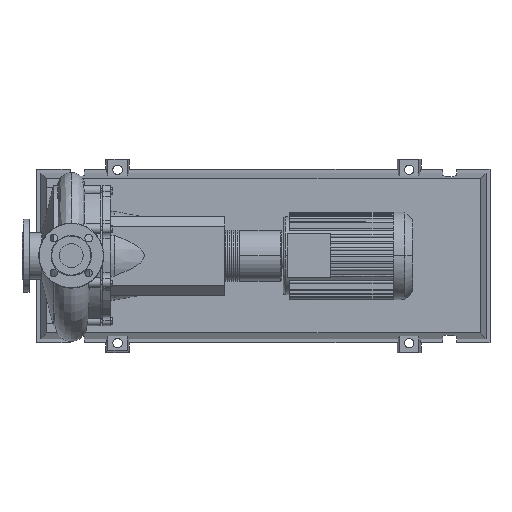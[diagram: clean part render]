
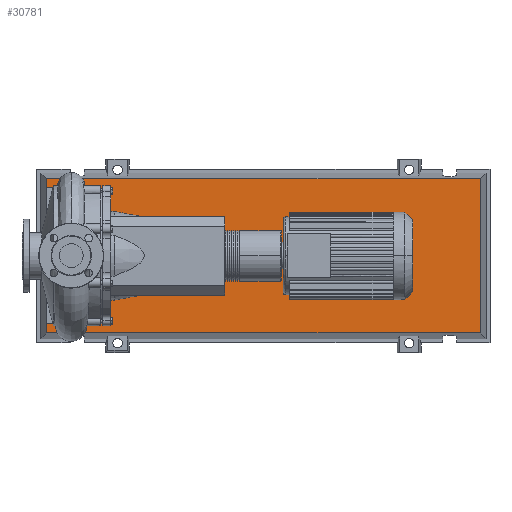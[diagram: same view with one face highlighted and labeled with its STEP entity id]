
A CAD part, top view. The second image highlights one B-rep face of the part: STEP entity #30781.
In plain terms, the highlighted planar face has unit normal (0, 0, 1).
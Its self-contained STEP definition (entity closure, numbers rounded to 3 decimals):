
#30462=CARTESIAN_POINT('',(1037.971,-195.471,103.0));
#30463=VERTEX_POINT('',#30462);
#30470=CARTESIAN_POINT('',(-62.971,-195.471,103.0));
#30471=VERTEX_POINT('',#30470);
#30472=CARTESIAN_POINT('',(1037.971,-195.471,103.0));
#30473=DIRECTION('',(-1.0,0.0,0.0));
#30474=VECTOR('',#30473,1100.941);
#30475=LINE('',#30472,#30474);
#30476=EDGE_CURVE('',#30463,#30471,#30475,.T.);
#30694=CARTESIAN_POINT('',(1037.971,195.471,103.0));
#30695=VERTEX_POINT('',#30694);
#30696=CARTESIAN_POINT('',(1037.971,195.471,103.0));
#30697=DIRECTION('',(0.0,-1.0,0.0));
#30698=VECTOR('',#30697,390.941);
#30699=LINE('',#30696,#30698);
#30700=EDGE_CURVE('',#30695,#30463,#30699,.T.);
#30718=CARTESIAN_POINT('',(-62.971,195.471,103.0));
#30719=VERTEX_POINT('',#30718);
#30720=CARTESIAN_POINT('',(-62.971,-195.471,103.0));
#30721=DIRECTION('',(0.0,1.0,0.0));
#30722=VECTOR('',#30721,390.941);
#30723=LINE('',#30720,#30722);
#30724=EDGE_CURVE('',#30471,#30719,#30723,.T.);
#30757=CARTESIAN_POINT('',(-62.971,195.471,103.0));
#30758=DIRECTION('',(1.0,0.0,0.0));
#30759=VECTOR('',#30758,1100.941);
#30760=LINE('',#30757,#30759);
#30761=EDGE_CURVE('',#30719,#30695,#30760,.T.);
#30770=CARTESIAN_POINT('',(487.5,0.,103.0));
#30771=DIRECTION('',(0.0,0.0,1.0));
#30772=DIRECTION('',(1.0,0.0,0.0));
#30773=AXIS2_PLACEMENT_3D('',#30770,#30771,#30772);
#30774=PLANE('',#30773);
#30775=ORIENTED_EDGE('',*,*,#30700,.F.);
#30776=ORIENTED_EDGE('',*,*,#30761,.F.);
#30777=ORIENTED_EDGE('',*,*,#30724,.F.);
#30778=ORIENTED_EDGE('',*,*,#30476,.F.);
#30779=EDGE_LOOP('',(#30775,#30776,#30777,#30778));
#30780=FACE_OUTER_BOUND('',#30779,.T.);
#30781=ADVANCED_FACE('',(#30780),#30774,.T.);
